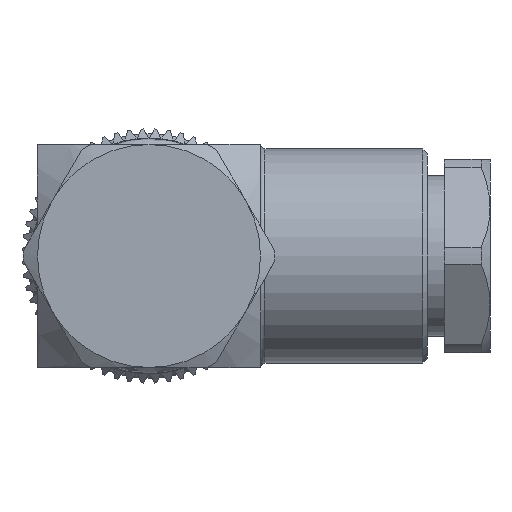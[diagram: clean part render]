
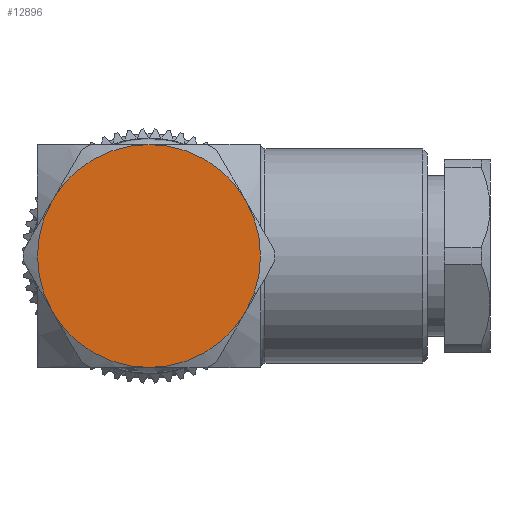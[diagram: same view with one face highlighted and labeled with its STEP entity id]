
A CAD part, front view. The second image highlights one B-rep face of the part: STEP entity #12896.
In plain terms, the highlighted planar face has unit normal (0, -1, 0).
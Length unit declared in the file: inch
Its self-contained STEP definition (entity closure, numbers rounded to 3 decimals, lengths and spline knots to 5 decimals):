
#594 = CARTESIAN_POINT ( 'NONE',  ( 0., -0.31, 0. ) ) ;
#989 = DIRECTION ( 'NONE',  ( 0., -1., 0. ) ) ;
#1489 = AXIS2_PLACEMENT_3D ( 'NONE', #594, #12966, #5176 ) ;
#1520 = VERTEX_POINT ( 'NONE', #3381 ) ;
#1994 = CARTESIAN_POINT ( 'NONE',  ( 0., -0.31, 0. ) ) ;
#2064 = DIRECTION ( 'NONE',  ( 0., 0., -1. ) ) ;
#2071 = CARTESIAN_POINT ( 'NONE',  ( 0., -0.31, 0. ) ) ;
#2536 = FACE_OUTER_BOUND ( 'NONE', #4532, .T. ) ;
#2908 = CARTESIAN_POINT ( 'NONE',  ( 0., -0.31, 0. ) ) ;
#2930 = CIRCLE ( 'NONE', #1489, 0.25 ) ;
#3196 = AXIS2_PLACEMENT_3D ( 'NONE', #12381, #989, #11547 ) ;
#3252 = EDGE_CURVE ( 'NONE', #10048, #5059, #7807, .T. ) ;
#3381 = CARTESIAN_POINT ( 'NONE',  ( 0.21651, -0.31, -0.125 ) ) ;
#3651 = CARTESIAN_POINT ( 'NONE',  ( 0., -0.31, 0.25 ) ) ;
#3907 = VERTEX_POINT ( 'NONE', #5580 ) ;
#3914 = EDGE_CURVE ( 'NONE', #3907, #9188, #4727, .T. ) ;
#4128 = AXIS2_PLACEMENT_3D ( 'NONE', #7012, #9340, #11617 ) ;
#4144 = CIRCLE ( 'NONE', #3196, 0.25 ) ;
#4251 = CARTESIAN_POINT ( 'NONE',  ( -0.21651, -0.31, 0.125 ) ) ;
#4481 = AXIS2_PLACEMENT_3D ( 'NONE', #11672, #6856, #5843 ) ;
#4532 = EDGE_LOOP ( 'NONE', ( #10710, #5468, #14084, #13213, #5865, #14175 ) ) ;
#4727 = CIRCLE ( 'NONE', #5687, 0.25 ) ;
#5059 = VERTEX_POINT ( 'NONE', #6737 ) ;
#5176 = DIRECTION ( 'NONE',  ( 0., 0., -1. ) ) ;
#5468 = ORIENTED_EDGE ( 'NONE', *, *, #8199, .T. ) ;
#5577 = EDGE_CURVE ( 'NONE', #9188, #10690, #11134, .T. ) ;
#5580 = CARTESIAN_POINT ( 'NONE',  ( 0.21651, -0.31, 0.125 ) ) ;
#5679 = EDGE_CURVE ( 'NONE', #10690, #10048, #2930, .T. ) ;
#5687 = AXIS2_PLACEMENT_3D ( 'NONE', #1994, #14807, #2064 ) ;
#5843 = DIRECTION ( 'NONE',  ( 0., 0., -1. ) ) ;
#5865 = ORIENTED_EDGE ( 'NONE', *, *, #5577, .T. ) ;
#6102 = CIRCLE ( 'NONE', #13107, 0.25 ) ;
#6654 = EDGE_CURVE ( 'NONE', #1520, #3907, #4144, .T. ) ;
#6737 = CARTESIAN_POINT ( 'NONE',  ( 0., -0.31, -0.25 ) ) ;
#6856 = DIRECTION ( 'NONE',  ( 0., -1., 0. ) ) ;
#7012 = CARTESIAN_POINT ( 'NONE',  ( 0., -0.31, 0. ) ) ;
#7671 = DIRECTION ( 'NONE',  ( 0., -1., 0. ) ) ;
#7807 = CIRCLE ( 'NONE', #12628, 0.25 ) ;
#8134 = PLANE ( 'NONE',  #4481 ) ;
#8199 = EDGE_CURVE ( 'NONE', #5059, #1520, #6102, .T. ) ;
#8422 = CARTESIAN_POINT ( 'NONE',  ( -0.21651, -0.31, -0.125 ) ) ;
#9188 = VERTEX_POINT ( 'NONE', #3651 ) ;
#9340 = DIRECTION ( 'NONE',  ( 0., -1., 0. ) ) ;
#10048 = VERTEX_POINT ( 'NONE', #8422 ) ;
#10690 = VERTEX_POINT ( 'NONE', #4251 ) ;
#10710 = ORIENTED_EDGE ( 'NONE', *, *, #3252, .T. ) ;
#10832 = DIRECTION ( 'NONE',  ( 0., 0., -1. ) ) ;
#11134 = CIRCLE ( 'NONE', #4128, 0.25 ) ;
#11547 = DIRECTION ( 'NONE',  ( 0., 0., -1. ) ) ;
#11617 = DIRECTION ( 'NONE',  ( 0., 0., -1. ) ) ;
#11672 = CARTESIAN_POINT ( 'NONE',  ( 0., -0.31, 0. ) ) ;
#12335 = DIRECTION ( 'NONE',  ( 0., -1., 0. ) ) ;
#12381 = CARTESIAN_POINT ( 'NONE',  ( 0., -0.31, 0. ) ) ;
#12628 = AXIS2_PLACEMENT_3D ( 'NONE', #2908, #7671, #10832 ) ;
#12896 = ADVANCED_FACE ( 'NONE', ( #2536 ), #8134, .T. ) ;
#12966 = DIRECTION ( 'NONE',  ( 0., -1., 0. ) ) ;
#13107 = AXIS2_PLACEMENT_3D ( 'NONE', #2071, #12335, #14743 ) ;
#13213 = ORIENTED_EDGE ( 'NONE', *, *, #3914, .T. ) ;
#14084 = ORIENTED_EDGE ( 'NONE', *, *, #6654, .T. ) ;
#14175 = ORIENTED_EDGE ( 'NONE', *, *, #5679, .T. ) ;
#14743 = DIRECTION ( 'NONE',  ( 0., 0., -1. ) ) ;
#14807 = DIRECTION ( 'NONE',  ( 0., -1., 0. ) ) ;
